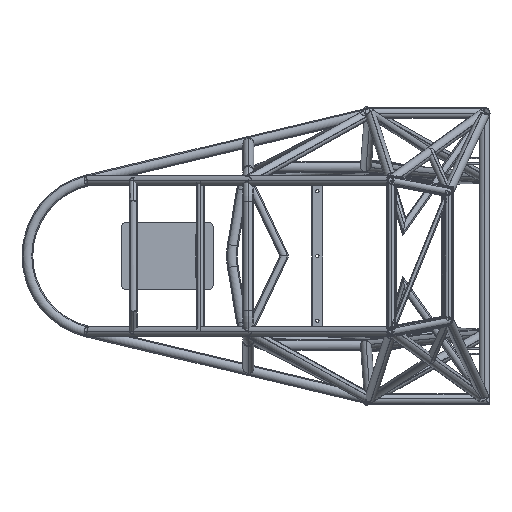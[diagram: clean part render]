
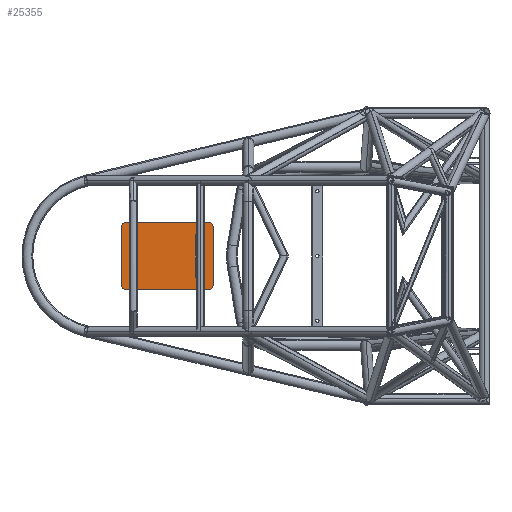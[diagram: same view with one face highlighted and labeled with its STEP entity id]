
A CAD part, left-side view. The second image highlights one B-rep face of the part: STEP entity #25355.
In plain terms, the highlighted planar face has unit normal (-1, 0, 0).
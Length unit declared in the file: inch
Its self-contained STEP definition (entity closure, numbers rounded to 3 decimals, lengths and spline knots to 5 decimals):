
#285 = DIRECTION ( 'NONE',  ( 0., 0., -1. ) ) ;
#323 = CARTESIAN_POINT ( 'NONE',  ( -44.98172, 32.567, 1.5 ) ) ;
#485 = FACE_BOUND ( 'NONE', #29240, .T. ) ;
#578 = EDGE_CURVE ( 'NONE', #15907, #11366, #13878, .T. ) ;
#768 = VERTEX_POINT ( 'NONE', #11463 ) ;
#1275 = ORIENTED_EDGE ( 'NONE', *, *, #16308, .F. ) ;
#1925 = CARTESIAN_POINT ( 'NONE',  ( -44.98172, 32.567, 1.5 ) ) ;
#1933 = CIRCLE ( 'NONE', #4162, 0.5 ) ;
#2298 = CARTESIAN_POINT ( 'NONE',  ( -44.98172, 32.567, -1.5 ) ) ;
#2463 = CIRCLE ( 'NONE', #8007, 0.093 ) ;
#3181 = CIRCLE ( 'NONE', #10888, 0.093 ) ;
#3521 = VECTOR ( 'NONE', #8336, 39.37008 ) ;
#3533 = AXIS2_PLACEMENT_3D ( 'NONE', #7142, #27590, #6460 ) ;
#3596 = CARTESIAN_POINT ( 'NONE',  ( -44.98172, 32.567, -1.407 ) ) ;
#3900 = DIRECTION ( 'NONE',  ( 0., 0., -1. ) ) ;
#4162 = AXIS2_PLACEMENT_3D ( 'NONE', #32118, #5658, #285 ) ;
#4396 = ORIENTED_EDGE ( 'NONE', *, *, #33679, .F. ) ;
#4589 = DIRECTION ( 'NONE',  ( 0., 0., 1. ) ) ;
#5658 = DIRECTION ( 'NONE',  ( 1., 0., 0. ) ) ;
#5701 = DIRECTION ( 'NONE',  ( 1., 0., 0. ) ) ;
#6243 = ORIENTED_EDGE ( 'NONE', *, *, #23217, .T. ) ;
#6460 = DIRECTION ( 'NONE',  ( 0., 0., -1. ) ) ;
#6509 = CARTESIAN_POINT ( 'NONE',  ( -44.98172, 26.36773, 0. ) ) ;
#6718 = VECTOR ( 'NONE', #32712, 39.37008 ) ;
#6846 = CARTESIAN_POINT ( 'NONE',  ( -44.98172, 25.64433, -2.64961 ) ) ;
#7075 = ORIENTED_EDGE ( 'NONE', *, *, #578, .F. ) ;
#7142 = CARTESIAN_POINT ( 'NONE',  ( -44.98172, 32.567, -1.5 ) ) ;
#7495 = EDGE_LOOP ( 'NONE', ( #18986, #23336 ) ) ;
#8006 = ORIENTED_EDGE ( 'NONE', *, *, #9151, .T. ) ;
#8007 = AXIS2_PLACEMENT_3D ( 'NONE', #323, #5701, #16254 ) ;
#8336 = DIRECTION ( 'NONE',  ( 0., -1., 0. ) ) ;
#8954 = CARTESIAN_POINT ( 'NONE',  ( -44.98172, 33.14433, 2.64961 ) ) ;
#9049 = EDGE_CURVE ( 'NONE', #21810, #13566, #22572, .T. ) ;
#9151 = EDGE_CURVE ( 'NONE', #31259, #19407, #3181, .T. ) ;
#9643 = CIRCLE ( 'NONE', #24572, 0.5 ) ;
#10089 = LINE ( 'NONE', #30750, #21251 ) ;
#10148 = AXIS2_PLACEMENT_3D ( 'NONE', #8954, #16945, #11003 ) ;
#10252 = CARTESIAN_POINT ( 'NONE',  ( -44.98172, 26.36773, -0.093 ) ) ;
#10576 = CARTESIAN_POINT ( 'NONE',  ( -44.98172, 25.64433, 3.14961 ) ) ;
#10888 = AXIS2_PLACEMENT_3D ( 'NONE', #2298, #28493, #22944 ) ;
#11003 = DIRECTION ( 'NONE',  ( 0., 0., -1. ) ) ;
#11239 = CIRCLE ( 'NONE', #3533, 0.093 ) ;
#11366 = VERTEX_POINT ( 'NONE', #13186 ) ;
#11463 = CARTESIAN_POINT ( 'NONE',  ( -44.98172, 25.14433, 2.64961 ) ) ;
#12289 = AXIS2_PLACEMENT_3D ( 'NONE', #18680, #29255, #26632 ) ;
#12350 = DIRECTION ( 'NONE',  ( 1., 0., 0. ) ) ;
#12481 = CARTESIAN_POINT ( 'NONE',  ( -44.98172, 32.567, 1.407 ) ) ;
#13039 = VERTEX_POINT ( 'NONE', #28139 ) ;
#13106 = FACE_BOUND ( 'NONE', #7495, .T. ) ;
#13186 = CARTESIAN_POINT ( 'NONE',  ( -44.98172, 33.64433, 2.64961 ) ) ;
#13279 = ORIENTED_EDGE ( 'NONE', *, *, #9049, .F. ) ;
#13566 = VERTEX_POINT ( 'NONE', #25048 ) ;
#13878 = LINE ( 'NONE', #24465, #30361 ) ;
#14003 = CIRCLE ( 'NONE', #10148, 0.5 ) ;
#14283 = EDGE_CURVE ( 'NONE', #19436, #27261, #23956, .T. ) ;
#14682 = ORIENTED_EDGE ( 'NONE', *, *, #32766, .T. ) ;
#14921 = EDGE_CURVE ( 'NONE', #26137, #11366, #14003, .T. ) ;
#15309 = DIRECTION ( 'NONE',  ( 0., 0., -1. ) ) ;
#15907 = VERTEX_POINT ( 'NONE', #31916 ) ;
#16254 = DIRECTION ( 'NONE',  ( 0., 0., -1. ) ) ;
#16308 = EDGE_CURVE ( 'NONE', #13039, #32016, #26316, .T. ) ;
#16945 = DIRECTION ( 'NONE',  ( -1., 0., 0. ) ) ;
#17291 = CARTESIAN_POINT ( 'NONE',  ( -44.98172, 33.14433, -3.14961 ) ) ;
#18514 = PLANE ( 'NONE',  #12289 ) ;
#18680 = CARTESIAN_POINT ( 'NONE',  ( -44.98172, 0., 0. ) ) ;
#18986 = ORIENTED_EDGE ( 'NONE', *, *, #14283, .T. ) ;
#19407 = VERTEX_POINT ( 'NONE', #21451 ) ;
#19436 = VERTEX_POINT ( 'NONE', #33908 ) ;
#19622 = CARTESIAN_POINT ( 'NONE',  ( -44.98172, 0., 3.14961 ) ) ;
#20029 = ORIENTED_EDGE ( 'NONE', *, *, #32164, .T. ) ;
#21251 = VECTOR ( 'NONE', #4589, 39.37008 ) ;
#21284 = FACE_BOUND ( 'NONE', #33399, .T. ) ;
#21451 = CARTESIAN_POINT ( 'NONE',  ( -44.98172, 32.567, -1.593 ) ) ;
#21617 = CARTESIAN_POINT ( 'NONE',  ( -44.98172, 26.36773, 0. ) ) ;
#21680 = ORIENTED_EDGE ( 'NONE', *, *, #32758, .F. ) ;
#21810 = VERTEX_POINT ( 'NONE', #23258 ) ;
#21944 = EDGE_CURVE ( 'NONE', #26137, #29282, #32586, .T. ) ;
#22572 = CIRCLE ( 'NONE', #34146, 0.5 ) ;
#22944 = DIRECTION ( 'NONE',  ( 0., 0., -1. ) ) ;
#23217 = EDGE_CURVE ( 'NONE', #31293, #13566, #24402, .T. ) ;
#23247 = EDGE_LOOP ( 'NONE', ( #26016, #7075, #4396, #6243, #13279, #14682, #21680, #27899 ) ) ;
#23258 = CARTESIAN_POINT ( 'NONE',  ( -44.98172, 25.14433, -2.64961 ) ) ;
#23336 = ORIENTED_EDGE ( 'NONE', *, *, #33447, .T. ) ;
#23384 = DIRECTION ( 'NONE',  ( 0., 0., -1. ) ) ;
#23956 = CIRCLE ( 'NONE', #27865, 0.093 ) ;
#24081 = EDGE_CURVE ( 'NONE', #32016, #13039, #33268, .T. ) ;
#24402 = LINE ( 'NONE', #30149, #6718 ) ;
#24465 = CARTESIAN_POINT ( 'NONE',  ( -44.98172, 33.64433, 0. ) ) ;
#24572 = AXIS2_PLACEMENT_3D ( 'NONE', #28161, #12350, #15309 ) ;
#25048 = CARTESIAN_POINT ( 'NONE',  ( -44.98172, 25.64433, -3.14961 ) ) ;
#25355 = ADVANCED_FACE ( 'NONE', ( #26291, #21284, #485, #13106 ), #18514, .F. ) ;
#25378 = DIRECTION ( 'NONE',  ( -1., 0., 0. ) ) ;
#26016 = ORIENTED_EDGE ( 'NONE', *, *, #14921, .T. ) ;
#26073 = AXIS2_PLACEMENT_3D ( 'NONE', #6509, #25378, #3900 ) ;
#26137 = VERTEX_POINT ( 'NONE', #29335 ) ;
#26291 = FACE_OUTER_BOUND ( 'NONE', #23247, .T. ) ;
#26316 = CIRCLE ( 'NONE', #26897, 0.093 ) ;
#26632 = DIRECTION ( 'NONE',  ( 0., 0., -1. ) ) ;
#26897 = AXIS2_PLACEMENT_3D ( 'NONE', #21617, #26986, #29602 ) ;
#26986 = DIRECTION ( 'NONE',  ( -1., 0., 0. ) ) ;
#27261 = VERTEX_POINT ( 'NONE', #12481 ) ;
#27590 = DIRECTION ( 'NONE',  ( 1., 0., 0. ) ) ;
#27631 = DIRECTION ( 'NONE',  ( 0., 0., -1. ) ) ;
#27865 = AXIS2_PLACEMENT_3D ( 'NONE', #1925, #33433, #23384 ) ;
#27899 = ORIENTED_EDGE ( 'NONE', *, *, #21944, .F. ) ;
#28139 = CARTESIAN_POINT ( 'NONE',  ( -44.98172, 26.36773, 0.093 ) ) ;
#28161 = CARTESIAN_POINT ( 'NONE',  ( -44.98172, 25.64433, 2.64961 ) ) ;
#28493 = DIRECTION ( 'NONE',  ( 1., 0., 0. ) ) ;
#29240 = EDGE_LOOP ( 'NONE', ( #8006, #20029 ) ) ;
#29255 = DIRECTION ( 'NONE',  ( 1., 0., 0. ) ) ;
#29282 = VERTEX_POINT ( 'NONE', #10576 ) ;
#29335 = CARTESIAN_POINT ( 'NONE',  ( -44.98172, 33.14433, 3.14961 ) ) ;
#29602 = DIRECTION ( 'NONE',  ( 0., 0., -1. ) ) ;
#30149 = CARTESIAN_POINT ( 'NONE',  ( -44.98172, 0., -3.14961 ) ) ;
#30361 = VECTOR ( 'NONE', #32440, 39.37008 ) ;
#30750 = CARTESIAN_POINT ( 'NONE',  ( -44.98172, 25.14433, 0. ) ) ;
#30815 = ORIENTED_EDGE ( 'NONE', *, *, #24081, .F. ) ;
#31259 = VERTEX_POINT ( 'NONE', #3596 ) ;
#31293 = VERTEX_POINT ( 'NONE', #17291 ) ;
#31916 = CARTESIAN_POINT ( 'NONE',  ( -44.98172, 33.64433, -2.64961 ) ) ;
#32016 = VERTEX_POINT ( 'NONE', #10252 ) ;
#32118 = CARTESIAN_POINT ( 'NONE',  ( -44.98172, 33.14433, -2.64961 ) ) ;
#32164 = EDGE_CURVE ( 'NONE', #19407, #31259, #11239, .T. ) ;
#32440 = DIRECTION ( 'NONE',  ( 0., 0., 1. ) ) ;
#32586 = LINE ( 'NONE', #19622, #3521 ) ;
#32712 = DIRECTION ( 'NONE',  ( 0., -1., 0. ) ) ;
#32758 = EDGE_CURVE ( 'NONE', #29282, #768, #9643, .T. ) ;
#32766 = EDGE_CURVE ( 'NONE', #21810, #768, #10089, .T. ) ;
#32975 = DIRECTION ( 'NONE',  ( 1., 0., 0. ) ) ;
#33268 = CIRCLE ( 'NONE', #26073, 0.093 ) ;
#33399 = EDGE_LOOP ( 'NONE', ( #1275, #30815 ) ) ;
#33433 = DIRECTION ( 'NONE',  ( 1., 0., 0. ) ) ;
#33447 = EDGE_CURVE ( 'NONE', #27261, #19436, #2463, .T. ) ;
#33679 = EDGE_CURVE ( 'NONE', #31293, #15907, #1933, .T. ) ;
#33908 = CARTESIAN_POINT ( 'NONE',  ( -44.98172, 32.567, 1.593 ) ) ;
#34146 = AXIS2_PLACEMENT_3D ( 'NONE', #6846, #32975, #27631 ) ;
